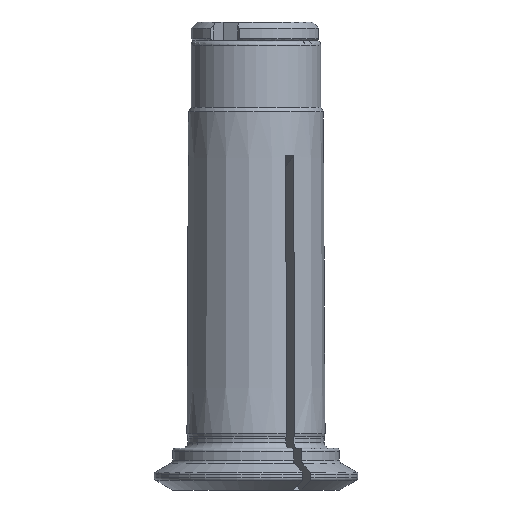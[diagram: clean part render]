
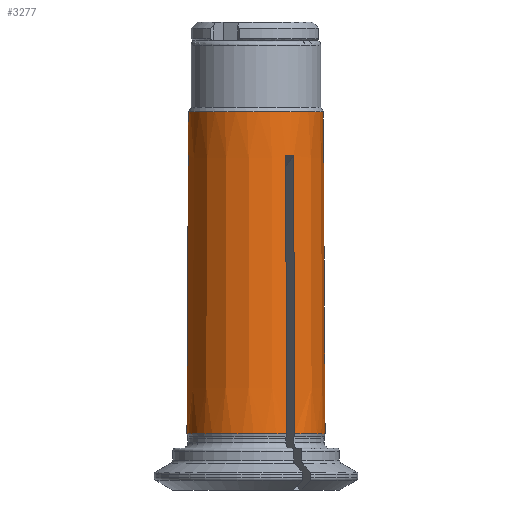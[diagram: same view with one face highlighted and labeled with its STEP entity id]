
A CAD part, front view. The second image highlights one B-rep face of the part: STEP entity #3277.
In plain terms, the highlighted conical face has half-angle 0.287 degrees and reference radius 7.461 mm.
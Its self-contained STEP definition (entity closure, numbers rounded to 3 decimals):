
#20=ELLIPSE('',#3490,8.956,7.337);
#21=ELLIPSE('',#3492,8.956,7.337);
#22=ELLIPSE('',#3494,8.956,7.337);
#165=CONICAL_SURFACE('',#3488,7.461,0.005);
#258=CIRCLE('',#3489,7.461);
#259=CIRCLE('',#3491,7.461);
#260=CIRCLE('',#3493,7.461);
#261=CIRCLE('',#3495,7.287);
#652=ORIENTED_EDGE('',*,*,#1271,.F.);
#653=ORIENTED_EDGE('',*,*,#1272,.T.);
#654=ORIENTED_EDGE('',*,*,#1273,.T.);
#655=ORIENTED_EDGE('',*,*,#1274,.T.);
#656=ORIENTED_EDGE('',*,*,#1275,.F.);
#657=ORIENTED_EDGE('',*,*,#1276,.T.);
#658=ORIENTED_EDGE('',*,*,#1277,.T.);
#659=ORIENTED_EDGE('',*,*,#1278,.T.);
#660=ORIENTED_EDGE('',*,*,#1279,.F.);
#661=ORIENTED_EDGE('',*,*,#1280,.T.);
#662=ORIENTED_EDGE('',*,*,#1281,.T.);
#663=ORIENTED_EDGE('',*,*,#1282,.T.);
#664=ORIENTED_EDGE('',*,*,#1283,.F.);
#1271=EDGE_CURVE('',#1594,#1595,#1794,.T.);
#1272=EDGE_CURVE('',#1594,#1596,#258,.T.);
#1273=EDGE_CURVE('',#1596,#1597,#1795,.T.);
#1274=EDGE_CURVE('',#1597,#1598,#20,.T.);
#1275=EDGE_CURVE('',#1599,#1598,#1796,.T.);
#1276=EDGE_CURVE('',#1599,#1600,#259,.T.);
#1277=EDGE_CURVE('',#1600,#1601,#1797,.T.);
#1278=EDGE_CURVE('',#1601,#1602,#21,.T.);
#1279=EDGE_CURVE('',#1603,#1602,#1798,.T.);
#1280=EDGE_CURVE('',#1603,#1604,#260,.T.);
#1281=EDGE_CURVE('',#1604,#1605,#1799,.T.);
#1282=EDGE_CURVE('',#1605,#1595,#22,.T.);
#1283=EDGE_CURVE('',#1606,#1606,#261,.T.);
#1594=VERTEX_POINT('',#4829);
#1595=VERTEX_POINT('',#4830);
#1596=VERTEX_POINT('',#4832);
#1597=VERTEX_POINT('',#4834);
#1598=VERTEX_POINT('',#4836);
#1599=VERTEX_POINT('',#4838);
#1600=VERTEX_POINT('',#4840);
#1601=VERTEX_POINT('',#4842);
#1602=VERTEX_POINT('',#4844);
#1603=VERTEX_POINT('',#4846);
#1604=VERTEX_POINT('',#4848);
#1605=VERTEX_POINT('',#4850);
#1606=VERTEX_POINT('',#4853);
#1794=LINE('',#4828,#1944);
#1795=LINE('',#4833,#1945);
#1796=LINE('',#4837,#1946);
#1797=LINE('',#4841,#1947);
#1798=LINE('',#4845,#1948);
#1799=LINE('',#4849,#1949);
#1944=VECTOR('',#3999,1000.);
#1945=VECTOR('',#4002,1000.);
#1946=VECTOR('',#4005,1000.);
#1947=VECTOR('',#4008,1000.);
#1948=VECTOR('',#4011,1000.);
#1949=VECTOR('',#4014,1000.);
#2082=EDGE_LOOP('',(#652,#653,#654,#655,#656,#657,#658,#659,#660,#661,#662,
#663));
#2083=EDGE_LOOP('',(#664));
#2227=FACE_BOUND('',#2082,.T.);
#2228=FACE_BOUND('',#2083,.T.);
#3277=ADVANCED_FACE('',(#2227,#2228),#165,.T.);
#3488=AXIS2_PLACEMENT_3D('',#4827,#3997,#3998);
#3489=AXIS2_PLACEMENT_3D('',#4831,#4000,#4001);
#3490=AXIS2_PLACEMENT_3D('',#4835,#4003,#4004);
#3491=AXIS2_PLACEMENT_3D('',#4839,#4006,#4007);
#3492=AXIS2_PLACEMENT_3D('',#4843,#4009,#4010);
#3493=AXIS2_PLACEMENT_3D('',#4847,#4012,#4013);
#3494=AXIS2_PLACEMENT_3D('',#4851,#4015,#4016);
#3495=AXIS2_PLACEMENT_3D('',#4852,#4017,#4018);
#3997=DIRECTION('',(0.,0.,-1.));
#3998=DIRECTION('',(-1.,0.,0.));
#3999=DIRECTION('',(0.005,0.,1.));
#4000=DIRECTION('',(0.,0.,1.));
#4001=DIRECTION('',(1.,0.,0.));
#4002=DIRECTION('',(-0.003,0.004,1.));
#4003=DIRECTION('',(-0.287,0.497,0.819));
#4004=DIRECTION('',(-0.41,0.709,-0.574));
#4005=DIRECTION('',(-0.003,0.004,1.));
#4006=DIRECTION('',(0.,0.,1.));
#4007=DIRECTION('',(1.,0.,0.));
#4008=DIRECTION('',(-0.003,-0.004,1.));
#4009=DIRECTION('',(-0.287,-0.497,0.819));
#4010=DIRECTION('',(-0.41,-0.709,-0.574));
#4011=DIRECTION('',(-0.003,-0.004,1.));
#4012=DIRECTION('',(0.,0.,1.));
#4013=DIRECTION('',(1.,0.,0.));
#4014=DIRECTION('',(0.005,0.,1.));
#4015=DIRECTION('',(0.574,0.,0.819));
#4016=DIRECTION('',(0.819,0.,-0.574));
#4017=DIRECTION('',(0.,0.,1.));
#4018=DIRECTION('',(1.,0.,0.));
#4827=CARTESIAN_POINT('',(0.,0.,6.075));
#4828=CARTESIAN_POINT('',(-7.369,-0.5,21.091));
#4829=CARTESIAN_POINT('',(-7.444,-0.5,6.075));
#4830=CARTESIAN_POINT('',(-7.294,-0.5,36.107));
#4831=CARTESIAN_POINT('',(0.,0.,6.075));
#4832=CARTESIAN_POINT('',(3.289,-6.697,6.075));
#4833=CARTESIAN_POINT('',(3.252,-6.632,21.091));
#4834=CARTESIAN_POINT('',(3.214,-6.567,36.107));
#4835=CARTESIAN_POINT('',(-0.013,0.022,30.982));
#4836=CARTESIAN_POINT('',(4.08,-6.067,36.107));
#4837=CARTESIAN_POINT('',(4.118,-6.132,21.091));
#4838=CARTESIAN_POINT('',(4.155,-6.197,6.075));
#4839=CARTESIAN_POINT('',(0.,0.,6.075));
#4840=CARTESIAN_POINT('',(4.155,6.197,6.075));
#4841=CARTESIAN_POINT('',(4.118,6.132,21.091));
#4842=CARTESIAN_POINT('',(4.08,6.067,36.107));
#4843=CARTESIAN_POINT('',(-0.013,-0.022,30.982));
#4844=CARTESIAN_POINT('',(3.214,6.567,36.107));
#4845=CARTESIAN_POINT('',(3.252,6.632,21.091));
#4846=CARTESIAN_POINT('',(3.289,6.697,6.075));
#4847=CARTESIAN_POINT('',(0.,0.,6.075));
#4848=CARTESIAN_POINT('',(-7.444,0.5,6.075));
#4849=CARTESIAN_POINT('',(-7.369,0.5,21.091));
#4850=CARTESIAN_POINT('',(-7.294,0.5,36.107));
#4851=CARTESIAN_POINT('',(0.026,0.,30.982));
#4852=CARTESIAN_POINT('',(0.,0.,40.803));
#4853=CARTESIAN_POINT('',(7.287,0.,40.803));
